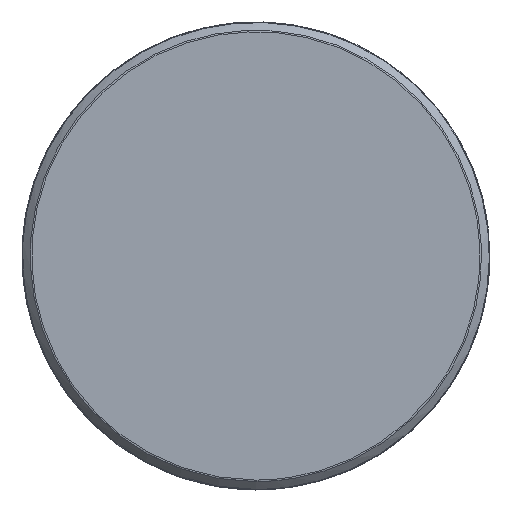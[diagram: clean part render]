
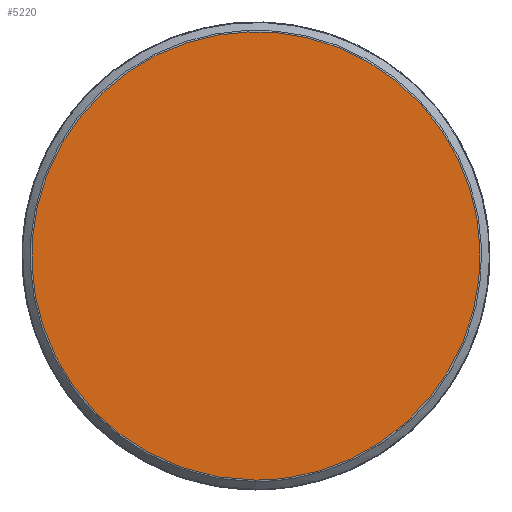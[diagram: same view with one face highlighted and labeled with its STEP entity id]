
A CAD part, front view. The second image highlights one B-rep face of the part: STEP entity #5220.
In plain terms, the highlighted free-form (B-spline) face has degree [1, 1] with [2, 2] control points.
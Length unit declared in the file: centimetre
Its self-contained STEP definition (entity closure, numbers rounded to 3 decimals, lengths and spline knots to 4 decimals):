
#4610 = CARTESIAN_POINT ('', (0., 0., -13.5472));
#4620 = VERTEX_POINT ('', #4610);
#4710 = CARTESIAN_POINT ('', (0., 0., -13.5472));
#4720 = CARTESIAN_POINT ('', (-13.5471, 0., -13.5472));
#4730 = CARTESIAN_POINT ('', (-13.5472, 0., 0.));
#4740 = CARTESIAN_POINT ('', (-13.5472, 0., 13.5471));
#4750 = CARTESIAN_POINT ('', (0., 0., 13.5472));
#4760 = CARTESIAN_POINT ('', (13.5471, 0., 13.5472));
#4770 = CARTESIAN_POINT ('', (13.5472, 0., 0.));
#4780 = CARTESIAN_POINT ('', (13.5472, 0., -13.5471));
#4790 = CARTESIAN_POINT ('', (0., 0., -13.5472));
#4800 = (
   BOUNDED_CURVE ()
   B_SPLINE_CURVE (2, (#4710, #4720, #4730, #4740, #4750, #4760, #4770, #4780, #4790), .UNSPECIFIED., .T., .U.)
   B_SPLINE_CURVE_WITH_KNOTS ((3, 2, 2, 2, 3), (0., 0.25, 0.5, 0.75, 1.), .UNSPECIFIED.)
   CURVE ()
   GEOMETRIC_REPRESENTATION_ITEM ()
   RATIONAL_B_SPLINE_CURVE ((1., 0.707, 1., 0.707, 1., 0.707, 1., 0.707, 1.))
   REPRESENTATION_ITEM ('')
);
#4810 = EDGE_CURVE ('', #4620, #4620, #4800, .T.);
#5140 = ORIENTED_EDGE ('', *, *, #4810, .F.);
#5150 = EDGE_LOOP ('', (#5140));
#5160 = FACE_OUTER_BOUND ('', #5150, .T.);
#5170 = CARTESIAN_POINT ('', (-41.9254, 0., -39.7471));
#5180 = CARTESIAN_POINT ('', (-41.9254, 0., 40.7192));
#5190 = CARTESIAN_POINT ('', (38.5408, 0., -39.7471));
#5200 = CARTESIAN_POINT ('', (38.5408, 0., 40.7192));
#5210 = B_SPLINE_SURFACE_WITH_KNOTS ('', 1, 1, ((#5170, #5180), (#5190, #5200)), .UNSPECIFIED., .F., .F., .U., (2, 2), (2, 2), (0., 1.), (0., 1.), .UNSPECIFIED.);
#5220 = ADVANCED_FACE ('', (#5160), #5210, .T.);
